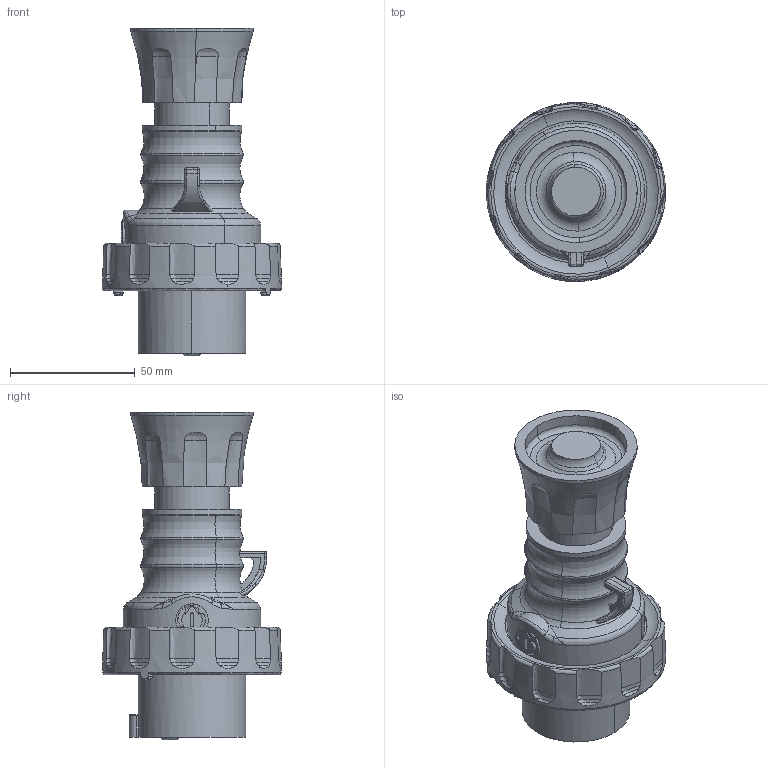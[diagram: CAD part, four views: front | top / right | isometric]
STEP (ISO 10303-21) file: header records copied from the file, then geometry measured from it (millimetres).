
FILE_DESCRIPTION((''),'2;1');
FILE_NAME('GW60030H_SW0001','2020-07-22T11:04:17',('User'),('Technoprobe spa'),'CREO PARAMETRIC BY PTC INC, 2019471','CREO PARAMETRIC BY PTC INC, 2019471','');
FILE_SCHEMA(('CONFIG_CONTROL_DESIGN'));
Length unit declared in the file: millimetre
Products named in the file (1): GW60030H_SW0001
Bounding box: 71.93 x 71.75 x 131.37 mm (x, y, z)
Volume: 183375.9 mm3; surface area: 37955.1 mm2
Topology: 1 solids, 1 shells, 297 faces, 836 edges, 554 vertices
Faces by surface type: bspline 98, plane 66, torus 51, cylinder 44, cone 38
Entity records: 15917 total; most frequent: CARTESIAN_POINT 9013, ORIENTED_EDGE 1668, DIRECTION 1117, EDGE_CURVE 834, VERTEX_POINT 554, AXIS2_PLACEMENT_3D 476, B_SPLINE_CURVE_WITH_KNOTS 392, EDGE_LOOP 314
